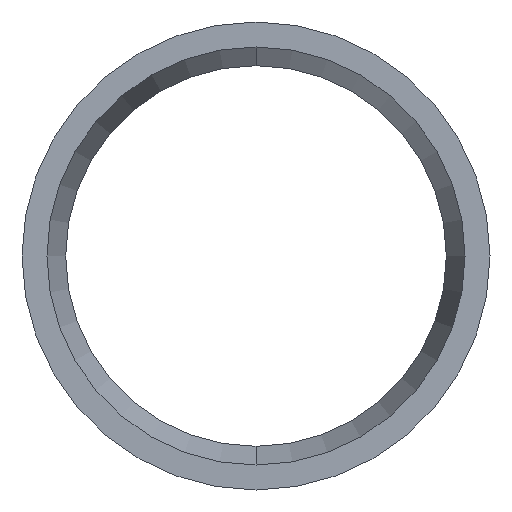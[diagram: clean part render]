
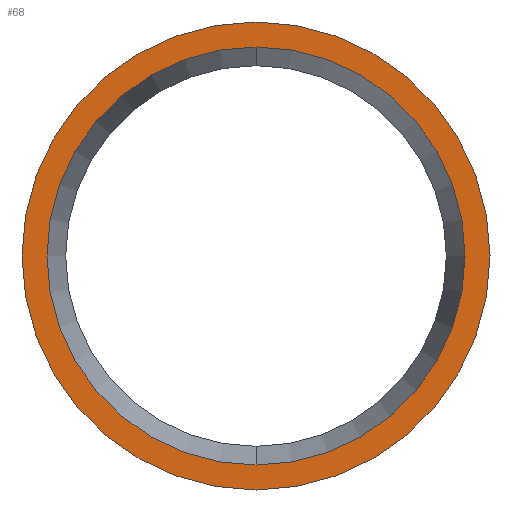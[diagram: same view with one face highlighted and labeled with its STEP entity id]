
A CAD part, front view. The second image highlights one B-rep face of the part: STEP entity #68.
In plain terms, the highlighted planar face has unit normal (0, -1, 0).
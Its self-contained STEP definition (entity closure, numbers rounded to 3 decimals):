
#13 = EDGE_LOOP ( 'NONE', ( #124, #36 ) ) ;
#15 = DIRECTION ( 'NONE',  ( 0., 0., 1. ) ) ;
#20 = CARTESIAN_POINT ( 'NONE',  ( 0., 0., -37.5 ) ) ;
#36 = ORIENTED_EDGE ( 'NONE', *, *, #319, .F. ) ;
#37 = EDGE_CURVE ( 'NONE', #110, #61, #121, .T. ) ;
#38 = EDGE_LOOP ( 'NONE', ( #224, #182 ) ) ;
#42 = FACE_BOUND ( 'NONE', #38, .T. ) ;
#59 = CARTESIAN_POINT ( 'NONE',  ( 0., 0., 0. ) ) ;
#61 = VERTEX_POINT ( 'NONE', #298 ) ;
#67 = DIRECTION ( 'NONE',  ( 0., 0., 1. ) ) ;
#68 = ADVANCED_FACE ( 'NONE', ( #197, #42 ), #170, .F. ) ;
#110 = VERTEX_POINT ( 'NONE', #20 ) ;
#115 = CARTESIAN_POINT ( 'NONE',  ( 0., 0., 33.5 ) ) ;
#121 = CIRCLE ( 'NONE', #141, 37.5 ) ;
#123 = DIRECTION ( 'NONE',  ( 0., 0., 1. ) ) ;
#124 = ORIENTED_EDGE ( 'NONE', *, *, #37, .F. ) ;
#128 = EDGE_CURVE ( 'NONE', #328, #165, #220, .T. ) ;
#131 = AXIS2_PLACEMENT_3D ( 'NONE', #239, #187, #311 ) ;
#134 = CARTESIAN_POINT ( 'NONE',  ( 0., 0., -33.5 ) ) ;
#141 = AXIS2_PLACEMENT_3D ( 'NONE', #59, #288, #163 ) ;
#144 = CARTESIAN_POINT ( 'NONE',  ( 0., 0., 0. ) ) ;
#163 = DIRECTION ( 'NONE',  ( 0., 0., 1. ) ) ;
#165 = VERTEX_POINT ( 'NONE', #115 ) ;
#169 = DIRECTION ( 'NONE',  ( 0., 1., 0. ) ) ;
#170 = PLANE ( 'NONE',  #309 ) ;
#182 = ORIENTED_EDGE ( 'NONE', *, *, #233, .T. ) ;
#187 = DIRECTION ( 'NONE',  ( 0., 1., 0. ) ) ;
#197 = FACE_OUTER_BOUND ( 'NONE', #13, .T. ) ;
#205 = DIRECTION ( 'NONE',  ( 0., 1., 0. ) ) ;
#220 = CIRCLE ( 'NONE', #317, 33.5 ) ;
#224 = ORIENTED_EDGE ( 'NONE', *, *, #128, .T. ) ;
#230 = CIRCLE ( 'NONE', #131, 37.5 ) ;
#233 = EDGE_CURVE ( 'NONE', #165, #328, #264, .T. ) ;
#238 = AXIS2_PLACEMENT_3D ( 'NONE', #252, #205, #123 ) ;
#239 = CARTESIAN_POINT ( 'NONE',  ( 0., 0., 0. ) ) ;
#245 = DIRECTION ( 'NONE',  ( 0., 1., 0. ) ) ;
#252 = CARTESIAN_POINT ( 'NONE',  ( 0., 0., 0. ) ) ;
#264 = CIRCLE ( 'NONE', #238, 33.5 ) ;
#288 = DIRECTION ( 'NONE',  ( 0., 1., 0. ) ) ;
#298 = CARTESIAN_POINT ( 'NONE',  ( 0., 0., 37.5 ) ) ;
#309 = AXIS2_PLACEMENT_3D ( 'NONE', #144, #245, #67 ) ;
#311 = DIRECTION ( 'NONE',  ( 0., 0., 1. ) ) ;
#317 = AXIS2_PLACEMENT_3D ( 'NONE', #318, #169, #15 ) ;
#318 = CARTESIAN_POINT ( 'NONE',  ( 0., 0., 0. ) ) ;
#319 = EDGE_CURVE ( 'NONE', #61, #110, #230, .T. ) ;
#328 = VERTEX_POINT ( 'NONE', #134 ) ;
